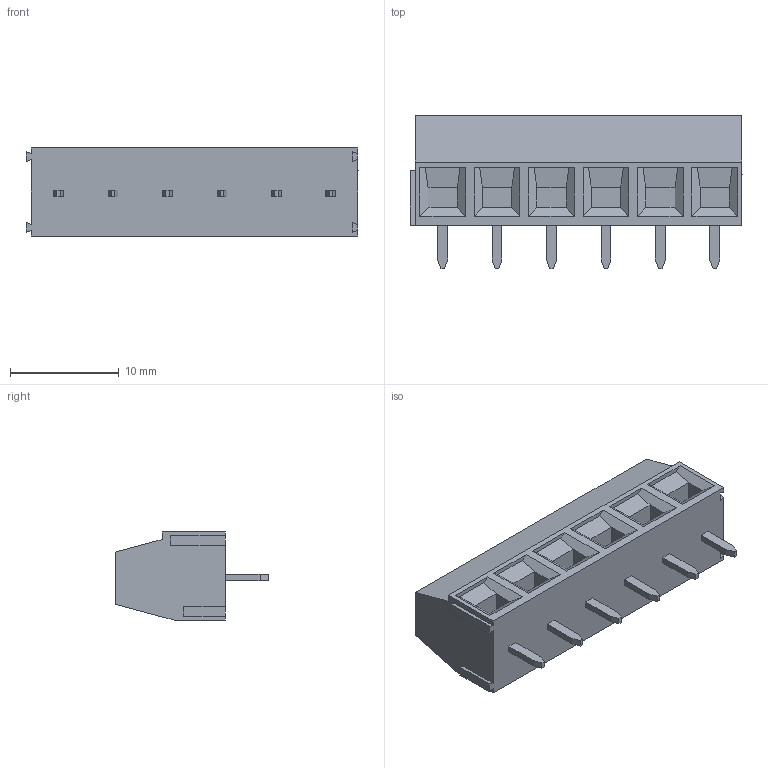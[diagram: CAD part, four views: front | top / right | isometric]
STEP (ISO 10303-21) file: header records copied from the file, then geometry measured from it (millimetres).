
FILE_DESCRIPTION (( 'STEP AP214' ), '1' );
FILE_NAME ('DG127-5.0-06P-4Y-00AH.STEP', '2021-01-02T22:09:55', ( '' ), ( '' ), 'SwSTEP 2.0', 'SolidWorks 2020', '' );
FILE_SCHEMA (( 'AUTOMOTIVE_DESIGN' ));
Length unit declared in the file: millimetre
Products named in the file (1): DG127-5.0-06P-4Y-00AH
Bounding box: 30.5 x 14.1 x 8.1 mm (x, y, z)
Volume: 1893.7 mm3; surface area: 1813.8 mm2
Topology: 1 solids, 1 shells, 524 faces, 1386 edges, 914 vertices
Faces by surface type: plane 345, bspline 137, cylinder 24, torus 18
Entity records: 27478 total; most frequent: CARTESIAN_POINT 10934, ORIENTED_EDGE 2772, DIRECTION 1924, EDGE_CURVE 1386, VECTOR 956, LINE 956, VERTEX_POINT 914, EDGE_LOOP 574
